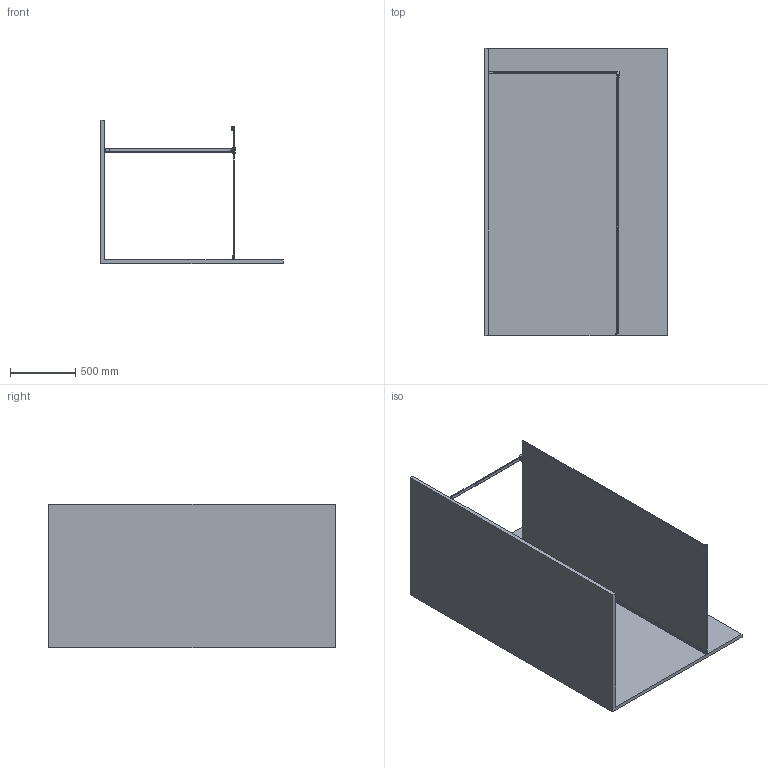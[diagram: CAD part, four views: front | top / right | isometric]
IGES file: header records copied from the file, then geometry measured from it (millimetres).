
Start section: SolidWorks IGES file using NURBS representation for surfaces
Global section: file name: kado-a.IGS; native system: SolidWorks 2014; preprocessor: SolidWorks 2014; author: StephenT; date: 150116.130717; units: millimetre
Bounding box: 1400 x 2200 x 1100 mm (x, y, z)
Volume: 179398099.9 mm3; surface area: 15723744.9 mm2
Topology: 16 solids, 16 shells, 609 faces, 2987 edges, 3870 vertices
Faces by surface type: bspline 609
